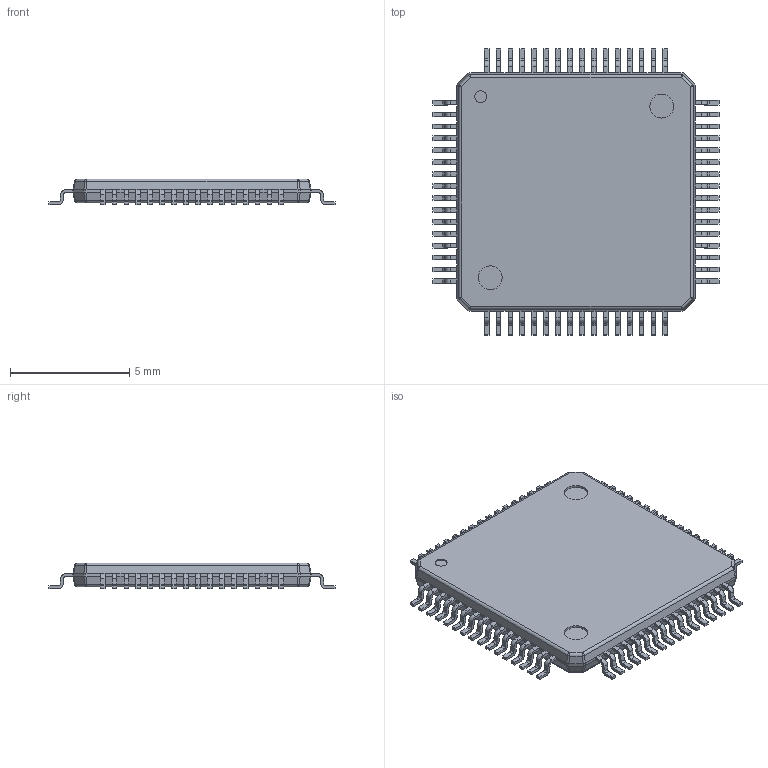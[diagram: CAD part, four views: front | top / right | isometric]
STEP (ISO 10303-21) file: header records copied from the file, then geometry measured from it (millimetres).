
FILE_DESCRIPTION (( 'STEP AP214' ), '1' );
FILE_NAME ('TQFP-64_10x10mm_Pitch0.5mm.STEP', '2016-02-12T17:34:12', ( '' ), ( '' ), 'SwSTEP 2.0', 'SolidWorks 2012', '' );
FILE_SCHEMA (( 'AUTOMOTIVE_DESIGN' ));
Length unit declared in the file: millimetre
Products named in the file (1): TQFP-64_10x10mm_Pitch0.5mm
Bounding box: 12 x 12 x 1.09 mm (x, y, z)
Volume: 99.8 mm3; surface area: 286.1 mm2
Topology: 1 solids, 1 shells, 989 faces, 2622 edges, 1638 vertices
Faces by surface type: plane 669, cylinder 302, sphere 18
Entity records: 41109 total; most frequent: CARTESIAN_POINT 5346, ORIENTED_EDGE 5244, DIRECTION 5170, EDGE_CURVE 2622, VECTOR 2022, LINE 2022, VERTEX_POINT 1638, AXIS2_PLACEMENT_3D 1574
